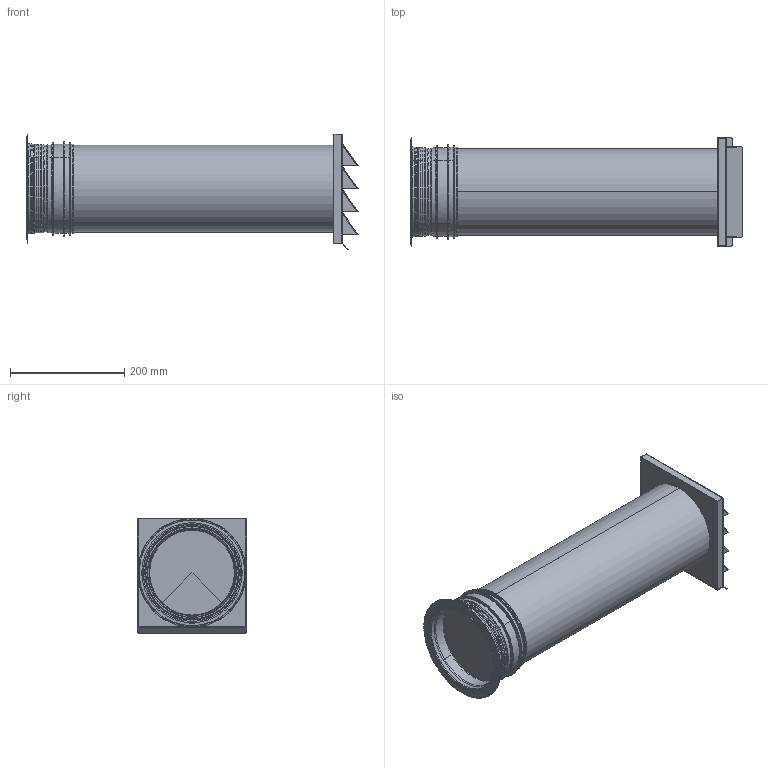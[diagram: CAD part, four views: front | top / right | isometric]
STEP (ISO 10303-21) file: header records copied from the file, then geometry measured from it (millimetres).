
FILE_DESCRIPTION(('STEP AP214'),'1');
FILE_NAME('4051078_V P-Klima E 150 Mauerkasten.STP','2023-11-02T11:58:17',(' '),(' '),'Spatial InterOp 3D',' ',' ');
FILE_SCHEMA(('AUTOMOTIVE_DESIGN { 1 0 10303 214 1 1 1 1 }'));
Length unit declared in the file: millimetre
Products named in the file (12): ASSEM1; 4051078_V P-Klima E 150 Mauerkasten
Assembly tree (11 placements, depth 5):
  4051078_V P-Klima E 150 Mauerkasten
    (unnamed)
      (unnamed)
        ASSEM1
      (unnamed)
        ASSEM1
      (unnamed)
        (unnamed)
          ASSEM1
          (unnamed)
          (unnamed)
          (unnamed)
Bounding box: 580.75 x 190 x 201.41 mm (x, y, z)
Volume: 821926.8 mm3; surface area: 946355.8 mm2
Topology: 6 solids, 6 shells, 1016 faces, 2576 edges, 1590 vertices
Faces by surface type: cylinder 314, revolution 310, plane 208, torus 128, cone 32, bspline 24
Entity records: 35882 total; most frequent: CARTESIAN_POINT 11771, ORIENTED_EDGE 5136, DIRECTION 4642, EDGE_CURVE 2568, AXIS2_PLACEMENT_3D 1767, VERTEX_POINT 1590, EDGE_LOOP 1068, ADVANCED_FACE 1016
